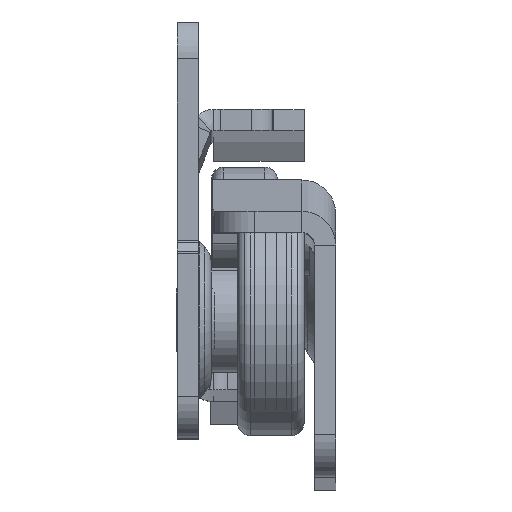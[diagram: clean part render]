
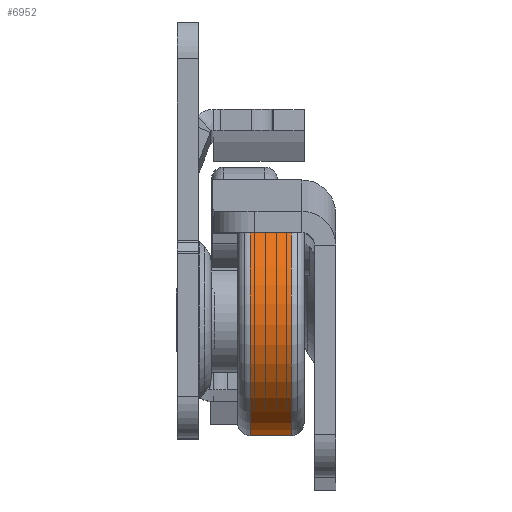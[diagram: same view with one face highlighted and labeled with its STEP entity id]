
A CAD part, top view. The second image highlights one B-rep face of the part: STEP entity #6952.
In plain terms, the highlighted cylindrical face has radius 11 mm (diameter 22 mm), a partial arc.
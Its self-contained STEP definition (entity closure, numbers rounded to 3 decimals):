
#3476 = EDGE_CURVE ( 'NONE', #9535, #36833, #48590, .T. ) ;
#3843 = ORIENTED_EDGE ( 'NONE', *, *, #21223, .T. ) ;
#6500 = EDGE_CURVE ( 'NONE', #36833, #19615, #11038, .T. ) ;
#6952 = ADVANCED_FACE ( 'NONE', ( #24189 ), #55417, .T. ) ;
#8493 = CARTESIAN_POINT ( 'NONE',  ( 1.2, 0., -11. ) ) ;
#8594 = CARTESIAN_POINT ( 'NONE',  ( 0., 0., 11. ) ) ;
#9535 = VERTEX_POINT ( 'NONE', #33073 ) ;
#11029 = DIRECTION ( 'NONE',  ( 0., 0., 1. ) ) ;
#11038 = CIRCLE ( 'NONE', #49316, 11. ) ;
#13562 = AXIS2_PLACEMENT_3D ( 'NONE', #19265, #32097, #11029 ) ;
#17550 = EDGE_CURVE ( 'NONE', #9535, #38989, #49009, .T. ) ;
#19265 = CARTESIAN_POINT ( 'NONE',  ( 5.1, 0., 0. ) ) ;
#19615 = VERTEX_POINT ( 'NONE', #8493 ) ;
#21021 = ORIENTED_EDGE ( 'NONE', *, *, #17550, .T. ) ;
#21223 = EDGE_CURVE ( 'NONE', #38989, #19615, #55826, .T. ) ;
#22278 = CARTESIAN_POINT ( 'NONE',  ( 1.2, 0., 0. ) ) ;
#22607 = DIRECTION ( 'NONE',  ( -1., 0., 0. ) ) ;
#24030 = DIRECTION ( 'NONE',  ( -1., 0., 0. ) ) ;
#24189 = FACE_OUTER_BOUND ( 'NONE', #34653, .T. ) ;
#25920 = DIRECTION ( 'NONE',  ( 0., 0., 1. ) ) ;
#30380 = CARTESIAN_POINT ( 'NONE',  ( 5.1, 0., -11. ) ) ;
#31576 = AXIS2_PLACEMENT_3D ( 'NONE', #42011, #52200, #25920 ) ;
#31679 = VECTOR ( 'NONE', #24030, 1000. ) ;
#32097 = DIRECTION ( 'NONE',  ( -1., 0., 0. ) ) ;
#32441 = CARTESIAN_POINT ( 'NONE',  ( 1.2, 0., 11. ) ) ;
#33073 = CARTESIAN_POINT ( 'NONE',  ( 5.1, 0., 11. ) ) ;
#33991 = CARTESIAN_POINT ( 'NONE',  ( 0., 0., -11. ) ) ;
#34653 = EDGE_LOOP ( 'NONE', ( #21021, #3843, #49795, #46401 ) ) ;
#36833 = VERTEX_POINT ( 'NONE', #32441 ) ;
#37479 = VECTOR ( 'NONE', #22607, 1000. ) ;
#38989 = VERTEX_POINT ( 'NONE', #30380 ) ;
#42011 = CARTESIAN_POINT ( 'NONE',  ( 0., 0., 0. ) ) ;
#46401 = ORIENTED_EDGE ( 'NONE', *, *, #3476, .F. ) ;
#48590 = LINE ( 'NONE', #8594, #37479 ) ;
#48831 = DIRECTION ( 'NONE',  ( 0., 0., 1. ) ) ;
#49009 = CIRCLE ( 'NONE', #13562, 11. ) ;
#49316 = AXIS2_PLACEMENT_3D ( 'NONE', #22278, #54333, #48831 ) ;
#49795 = ORIENTED_EDGE ( 'NONE', *, *, #6500, .F. ) ;
#52200 = DIRECTION ( 'NONE',  ( -1., 0., 0. ) ) ;
#54333 = DIRECTION ( 'NONE',  ( -1., 0., 0. ) ) ;
#55417 = CYLINDRICAL_SURFACE ( 'NONE', #31576, 11. ) ;
#55826 = LINE ( 'NONE', #33991, #31679 ) ;
